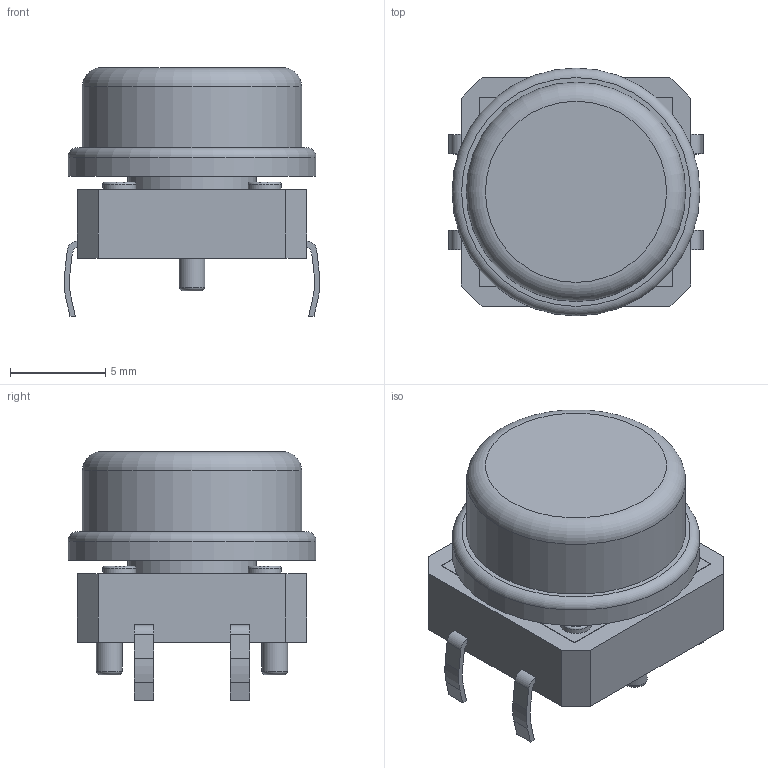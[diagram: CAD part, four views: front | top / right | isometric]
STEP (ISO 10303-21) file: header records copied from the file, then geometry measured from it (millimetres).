
FILE_DESCRIPTION(('FreeCAD Model'),'2;1');
FILE_NAME('12mmx12mm With Yellow cap round.stp','2019-12-29T01:29:05',('Author'),('' ),'Open CASCADE STEP processor 7.3','FreeCAD','Unknown');
FILE_SCHEMA(('AUTOMOTIVE_DESIGN { 1 0 10303 214 1 1 1 1 }'));
Length unit declared in the file: millimetre
Products named in the file (2): round-cap; Tactal_Switch_-_THRU(12mmx12mmx__mm)-Square_Yellow
Bounding box: 13.42 x 13 x 13.05 mm (x, y, z)
Volume: 959.7 mm3; surface area: 1419.3 mm2
Topology: 2 solids, 22 shells, 321 faces, 760 edges, 502 vertices
Faces by surface type: plane 230, cylinder 43, bspline 39, torus 9
Full cylindrical faces by diameter (mm): 1.346 x2, 1.727 x4, 2.057 x1, 6.756 x1, 10 x1, 11.5 x1, 13 x1
Entity records: 24636 total; most frequent: CARTESIAN_POINT 8671, DIRECTION 2079, ORIENTED_EDGE 1520, PCURVE 1520, DEFINITIONAL_REPRESENTATION 1520, LINE 1258, VECTOR 1258, B_SPLINE_CURVE_WITH_KNOTS 852
